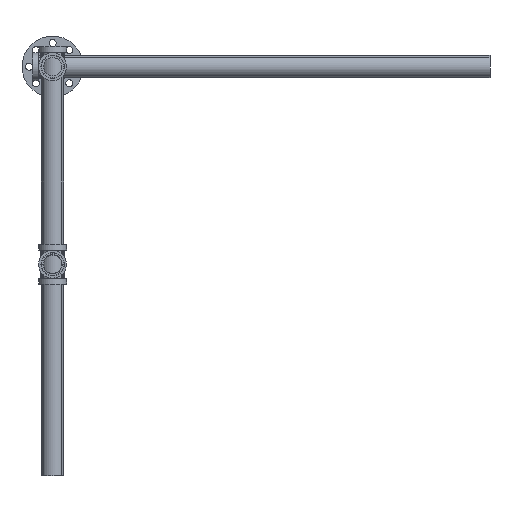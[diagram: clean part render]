
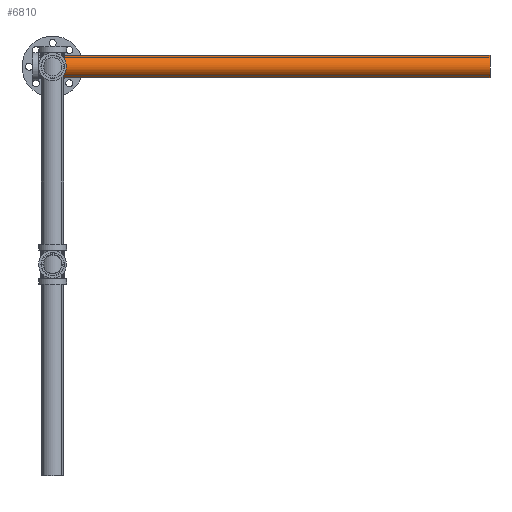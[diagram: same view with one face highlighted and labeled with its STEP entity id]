
A CAD part, left-side view. The second image highlights one B-rep face of the part: STEP entity #6810.
In plain terms, the highlighted cylindrical face has radius 30.15 mm (diameter 60.3 mm), a full revolution.
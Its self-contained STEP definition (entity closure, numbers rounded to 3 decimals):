
#6810 = ADVANCED_FACE('',(#6811),#6824,.T.);
#6811 = FACE_BOUND('',#6812,.T.);
#6812 = EDGE_LOOP('',(#6813,#6847,#6870,#6897));
#6813 = ORIENTED_EDGE('',*,*,#6814,.F.);
#6814 = EDGE_CURVE('',#6815,#6815,#6817,.T.);
#6815 = VERTEX_POINT('',#6816);
#6816 = CARTESIAN_POINT('',(30.15,-1219.2,0.));
#6817 = SURFACE_CURVE('',#6818,(#6823,#6835),.PCURVE_S1.);
#6818 = CIRCLE('',#6819,30.15);
#6819 = AXIS2_PLACEMENT_3D('',#6820,#6821,#6822);
#6820 = CARTESIAN_POINT('',(0.,-1219.2,0.));
#6821 = DIRECTION('',(0.,-1.,0.));
#6822 = DIRECTION('',(1.,0.,0.));
#6823 = PCURVE('',#6824,#6829);
#6824 = CYLINDRICAL_SURFACE('',#6825,30.15);
#6825 = AXIS2_PLACEMENT_3D('',#6826,#6827,#6828);
#6826 = CARTESIAN_POINT('',(0.,0.,0.));
#6827 = DIRECTION('',(0.,-1.,0.));
#6828 = DIRECTION('',(1.,0.,0.));
#6829 = DEFINITIONAL_REPRESENTATION('',(#6830),#6834);
#6830 = LINE('',#6831,#6832);
#6831 = CARTESIAN_POINT('',(0.,1219.2));
#6832 = VECTOR('',#6833,1.);
#6833 = DIRECTION('',(1.,0.));
#6834 = ( GEOMETRIC_REPRESENTATION_CONTEXT(2) 
PARAMETRIC_REPRESENTATION_CONTEXT() REPRESENTATION_CONTEXT('2D SPACE',''
  ) );
#6835 = PCURVE('',#6836,#6841);
#6836 = PLANE('',#6837);
#6837 = AXIS2_PLACEMENT_3D('',#6838,#6839,#6840);
#6838 = CARTESIAN_POINT('',(0.,-1219.2,0.));
#6839 = DIRECTION('',(0.,-1.,0.));
#6840 = DIRECTION('',(1.,0.,0.));
#6841 = DEFINITIONAL_REPRESENTATION('',(#6842),#6846);
#6842 = CIRCLE('',#6843,30.15);
#6843 = AXIS2_PLACEMENT_2D('',#6844,#6845);
#6844 = CARTESIAN_POINT('',(0.,0.));
#6845 = DIRECTION('',(1.,0.));
#6846 = ( GEOMETRIC_REPRESENTATION_CONTEXT(2) 
PARAMETRIC_REPRESENTATION_CONTEXT() REPRESENTATION_CONTEXT('2D SPACE',''
  ) );
#6847 = ORIENTED_EDGE('',*,*,#6848,.F.);
#6848 = EDGE_CURVE('',#6849,#6815,#6851,.T.);
#6849 = VERTEX_POINT('',#6850);
#6850 = CARTESIAN_POINT('',(30.15,0.,
    0.));
#6851 = SEAM_CURVE('',#6852,(#6856,#6863),.PCURVE_S1.);
#6852 = LINE('',#6853,#6854);
#6853 = CARTESIAN_POINT('',(30.15,0.,
    0.));
#6854 = VECTOR('',#6855,1.);
#6855 = DIRECTION('',(0.,-1.,0.));
#6856 = PCURVE('',#6824,#6857);
#6857 = DEFINITIONAL_REPRESENTATION('',(#6858),#6862);
#6858 = LINE('',#6859,#6860);
#6859 = CARTESIAN_POINT('',(6.283,-0.));
#6860 = VECTOR('',#6861,1.);
#6861 = DIRECTION('',(0.,1.));
#6862 = ( GEOMETRIC_REPRESENTATION_CONTEXT(2) 
PARAMETRIC_REPRESENTATION_CONTEXT() REPRESENTATION_CONTEXT('2D SPACE',''
  ) );
#6863 = PCURVE('',#6824,#6864);
#6864 = DEFINITIONAL_REPRESENTATION('',(#6865),#6869);
#6865 = LINE('',#6866,#6867);
#6866 = CARTESIAN_POINT('',(0.,-0.));
#6867 = VECTOR('',#6868,1.);
#6868 = DIRECTION('',(0.,1.));
#6869 = ( GEOMETRIC_REPRESENTATION_CONTEXT(2) 
PARAMETRIC_REPRESENTATION_CONTEXT() REPRESENTATION_CONTEXT('2D SPACE',''
  ) );
#6870 = ORIENTED_EDGE('',*,*,#6871,.T.);
#6871 = EDGE_CURVE('',#6849,#6849,#6872,.T.);
#6872 = SURFACE_CURVE('',#6873,(#6878,#6885),.PCURVE_S1.);
#6873 = CIRCLE('',#6874,30.15);
#6874 = AXIS2_PLACEMENT_3D('',#6875,#6876,#6877);
#6875 = CARTESIAN_POINT('',(0.,0.,0.));
#6876 = DIRECTION('',(0.,-1.,0.));
#6877 = DIRECTION('',(1.,0.,0.));
#6878 = PCURVE('',#6824,#6879);
#6879 = DEFINITIONAL_REPRESENTATION('',(#6880),#6884);
#6880 = LINE('',#6881,#6882);
#6881 = CARTESIAN_POINT('',(0.,0.));
#6882 = VECTOR('',#6883,1.);
#6883 = DIRECTION('',(1.,0.));
#6884 = ( GEOMETRIC_REPRESENTATION_CONTEXT(2) 
PARAMETRIC_REPRESENTATION_CONTEXT() REPRESENTATION_CONTEXT('2D SPACE',''
  ) );
#6885 = PCURVE('',#6886,#6891);
#6886 = PLANE('',#6887);
#6887 = AXIS2_PLACEMENT_3D('',#6888,#6889,#6890);
#6888 = CARTESIAN_POINT('',(0.,0.,0.));
#6889 = DIRECTION('',(0.,-1.,0.));
#6890 = DIRECTION('',(1.,0.,0.));
#6891 = DEFINITIONAL_REPRESENTATION('',(#6892),#6896);
#6892 = CIRCLE('',#6893,30.15);
#6893 = AXIS2_PLACEMENT_2D('',#6894,#6895);
#6894 = CARTESIAN_POINT('',(0.,0.));
#6895 = DIRECTION('',(1.,0.));
#6896 = ( GEOMETRIC_REPRESENTATION_CONTEXT(2) 
PARAMETRIC_REPRESENTATION_CONTEXT() REPRESENTATION_CONTEXT('2D SPACE',''
  ) );
#6897 = ORIENTED_EDGE('',*,*,#6848,.T.);
